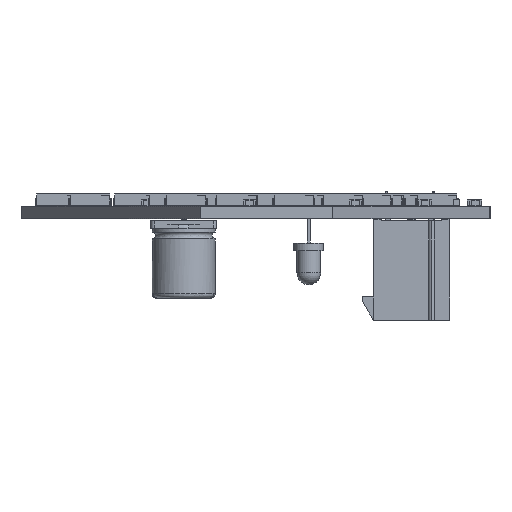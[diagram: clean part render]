
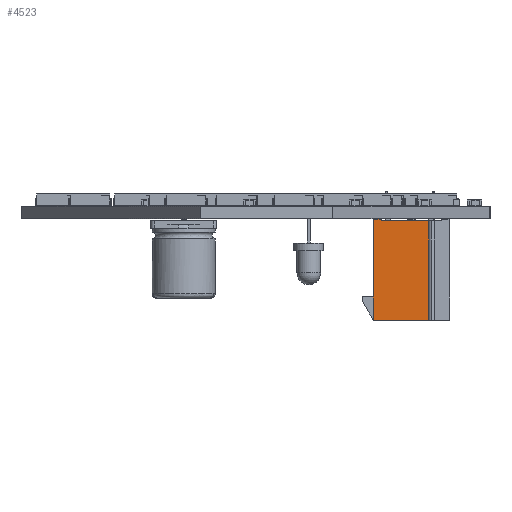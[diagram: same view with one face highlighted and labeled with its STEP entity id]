
A CAD part, front view. The second image highlights one B-rep face of the part: STEP entity #4523.
In plain terms, the highlighted face is planar.
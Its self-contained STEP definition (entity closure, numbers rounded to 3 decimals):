
#326 = VERTEX_POINT('',#327);
#327 = CARTESIAN_POINT('',(4.8,12.8,2.2));
#337 = CYLINDRICAL_SURFACE('',#338,0.4);
#338 = AXIS2_PLACEMENT_3D('',#339,#340,#341);
#339 = CARTESIAN_POINT('',(4.8,12.8,2.6));
#340 = DIRECTION('',(0.,-1.,0.));
#341 = DIRECTION('',(1.,0.,0.));
#349 = PLANE('',#350);
#350 = AXIS2_PLACEMENT_3D('',#351,#352,#353);
#351 = CARTESIAN_POINT('',(-4.8,12.8,-4.8));
#352 = DIRECTION('',(0.,1.,0.));
#353 = DIRECTION('',(1.,0.,0.));
#394 = VERTEX_POINT('',#395);
#395 = CARTESIAN_POINT('',(4.8,0.2,2.2));
#410 = PLANE('',#411);
#411 = AXIS2_PLACEMENT_3D('',#412,#413,#414);
#412 = CARTESIAN_POINT('',(-4.8,0.2,0.));
#413 = DIRECTION('',(0.,-1.,0.));
#414 = DIRECTION('',(0.,0.,-1.));
#422 = EDGE_CURVE('',#326,#394,#423,.T.);
#423 = SURFACE_CURVE('',#424,(#428,#435),.PCURVE_S1.);
#424 = LINE('',#425,#426);
#425 = CARTESIAN_POINT('',(4.8,12.8,2.2));
#426 = VECTOR('',#427,1.);
#427 = DIRECTION('',(0.,-1.,0.));
#428 = PCURVE('',#337,#429);
#429 = DEFINITIONAL_REPRESENTATION('',(#430),#434);
#430 = LINE('',#431,#432);
#431 = CARTESIAN_POINT('',(4.712,0.));
#432 = VECTOR('',#433,1.);
#433 = DIRECTION('',(0.,1.));
#434 = ( GEOMETRIC_REPRESENTATION_CONTEXT(2) 
PARAMETRIC_REPRESENTATION_CONTEXT() REPRESENTATION_CONTEXT('2D SPACE',''
  ) );
#435 = PCURVE('',#436,#441);
#436 = PLANE('',#437);
#437 = AXIS2_PLACEMENT_3D('',#438,#439,#440);
#438 = CARTESIAN_POINT('',(4.8,0.,0.));
#439 = DIRECTION('',(1.,0.,0.));
#440 = DIRECTION('',(0.,1.,0.));
#441 = DEFINITIONAL_REPRESENTATION('',(#442),#446);
#442 = LINE('',#443,#444);
#443 = CARTESIAN_POINT('',(12.8,2.2));
#444 = VECTOR('',#445,1.);
#445 = DIRECTION('',(-1.,0.));
#446 = ( GEOMETRIC_REPRESENTATION_CONTEXT(2) 
PARAMETRIC_REPRESENTATION_CONTEXT() REPRESENTATION_CONTEXT('2D SPACE',''
  ) );
#752 = PLANE('',#753);
#753 = AXIS2_PLACEMENT_3D('',#754,#755,#756);
#754 = CARTESIAN_POINT('',(-4.8,0.,-4.8));
#755 = DIRECTION('',(0.,0.,-1.));
#756 = DIRECTION('',(0.,-1.,0.));
#1050 = VERTEX_POINT('',#1051);
#1051 = CARTESIAN_POINT('',(4.8,0.2,-3.8));
#1065 = PLANE('',#1066);
#1066 = AXIS2_PLACEMENT_3D('',#1067,#1068,#1069);
#1067 = CARTESIAN_POINT('',(0.8,0.,-3.8));
#1068 = DIRECTION('',(0.,0.,-1.));
#1069 = DIRECTION('',(0.,-1.,0.));
#1077 = EDGE_CURVE('',#1050,#394,#1078,.T.);
#1078 = SURFACE_CURVE('',#1079,(#1083,#1090),.PCURVE_S1.);
#1079 = LINE('',#1080,#1081);
#1080 = CARTESIAN_POINT('',(4.8,0.2,-3.8));
#1081 = VECTOR('',#1082,1.);
#1082 = DIRECTION('',(0.,0.,1.));
#1083 = PCURVE('',#410,#1084);
#1084 = DEFINITIONAL_REPRESENTATION('',(#1085),#1089);
#1085 = LINE('',#1086,#1087);
#1086 = CARTESIAN_POINT('',(3.8,9.6));
#1087 = VECTOR('',#1088,1.);
#1088 = DIRECTION('',(-1.,0.));
#1089 = ( GEOMETRIC_REPRESENTATION_CONTEXT(2) 
PARAMETRIC_REPRESENTATION_CONTEXT() REPRESENTATION_CONTEXT('2D SPACE',''
  ) );
#1090 = PCURVE('',#436,#1091);
#1091 = DEFINITIONAL_REPRESENTATION('',(#1092),#1096);
#1092 = LINE('',#1093,#1094);
#1093 = CARTESIAN_POINT('',(0.2,-3.8));
#1094 = VECTOR('',#1095,1.);
#1095 = DIRECTION('',(0.,1.));
#1096 = ( GEOMETRIC_REPRESENTATION_CONTEXT(2) 
PARAMETRIC_REPRESENTATION_CONTEXT() REPRESENTATION_CONTEXT('2D SPACE',''
  ) );
#3006 = VERTEX_POINT('',#3007);
#3007 = CARTESIAN_POINT('',(4.8,12.8,-4.8));
#3028 = EDGE_CURVE('',#3029,#3006,#3031,.T.);
#3029 = VERTEX_POINT('',#3030);
#3030 = CARTESIAN_POINT('',(4.8,0.,-4.8));
#3031 = SURFACE_CURVE('',#3032,(#3036,#3043),.PCURVE_S1.);
#3032 = LINE('',#3033,#3034);
#3033 = CARTESIAN_POINT('',(4.8,0.,-4.8));
#3034 = VECTOR('',#3035,1.);
#3035 = DIRECTION('',(0.,1.,0.));
#3036 = PCURVE('',#752,#3037);
#3037 = DEFINITIONAL_REPRESENTATION('',(#3038),#3042);
#3038 = LINE('',#3039,#3040);
#3039 = CARTESIAN_POINT('',(0.,-9.6));
#3040 = VECTOR('',#3041,1.);
#3041 = DIRECTION('',(-1.,0.));
#3042 = ( GEOMETRIC_REPRESENTATION_CONTEXT(2) 
PARAMETRIC_REPRESENTATION_CONTEXT() REPRESENTATION_CONTEXT('2D SPACE',''
  ) );
#3043 = PCURVE('',#436,#3044);
#3044 = DEFINITIONAL_REPRESENTATION('',(#3045),#3049);
#3045 = LINE('',#3046,#3047);
#3046 = CARTESIAN_POINT('',(0.,-4.8));
#3047 = VECTOR('',#3048,1.);
#3048 = DIRECTION('',(1.,0.));
#3049 = ( GEOMETRIC_REPRESENTATION_CONTEXT(2) 
PARAMETRIC_REPRESENTATION_CONTEXT() REPRESENTATION_CONTEXT('2D SPACE',''
  ) );
#3067 = PLANE('',#3068);
#3068 = AXIS2_PLACEMENT_3D('',#3069,#3070,#3071);
#3069 = CARTESIAN_POINT('',(-4.8,0.,4.8));
#3070 = DIRECTION('',(0.,-1.,0.));
#3071 = DIRECTION('',(0.,0.,-1.));
#3886 = EDGE_CURVE('',#3887,#3029,#3889,.T.);
#3887 = VERTEX_POINT('',#3888);
#3888 = CARTESIAN_POINT('',(4.8,0.,-3.8));
#3889 = SURFACE_CURVE('',#3890,(#3894,#3901),.PCURVE_S1.);
#3890 = LINE('',#3891,#3892);
#3891 = CARTESIAN_POINT('',(4.8,0.,-3.8));
#3892 = VECTOR('',#3893,1.);
#3893 = DIRECTION('',(0.,0.,-1.));
#3894 = PCURVE('',#3067,#3895);
#3895 = DEFINITIONAL_REPRESENTATION('',(#3896),#3900);
#3896 = LINE('',#3897,#3898);
#3897 = CARTESIAN_POINT('',(8.6,9.6));
#3898 = VECTOR('',#3899,1.);
#3899 = DIRECTION('',(1.,0.));
#3900 = ( GEOMETRIC_REPRESENTATION_CONTEXT(2) 
PARAMETRIC_REPRESENTATION_CONTEXT() REPRESENTATION_CONTEXT('2D SPACE',''
  ) );
#3901 = PCURVE('',#436,#3902);
#3902 = DEFINITIONAL_REPRESENTATION('',(#3903),#3907);
#3903 = LINE('',#3904,#3905);
#3904 = CARTESIAN_POINT('',(0.,-3.8));
#3905 = VECTOR('',#3906,1.);
#3906 = DIRECTION('',(0.,-1.));
#3907 = ( GEOMETRIC_REPRESENTATION_CONTEXT(2) 
PARAMETRIC_REPRESENTATION_CONTEXT() REPRESENTATION_CONTEXT('2D SPACE',''
  ) );
#4345 = EDGE_CURVE('',#3887,#1050,#4346,.T.);
#4346 = SURFACE_CURVE('',#4347,(#4351,#4358),.PCURVE_S1.);
#4347 = LINE('',#4348,#4349);
#4348 = CARTESIAN_POINT('',(4.8,0.,-3.8));
#4349 = VECTOR('',#4350,1.);
#4350 = DIRECTION('',(0.,1.,0.));
#4351 = PCURVE('',#1065,#4352);
#4352 = DEFINITIONAL_REPRESENTATION('',(#4353),#4357);
#4353 = LINE('',#4354,#4355);
#4354 = CARTESIAN_POINT('',(0.,-4.));
#4355 = VECTOR('',#4356,1.);
#4356 = DIRECTION('',(-1.,0.));
#4357 = ( GEOMETRIC_REPRESENTATION_CONTEXT(2) 
PARAMETRIC_REPRESENTATION_CONTEXT() REPRESENTATION_CONTEXT('2D SPACE',''
  ) );
#4358 = PCURVE('',#436,#4359);
#4359 = DEFINITIONAL_REPRESENTATION('',(#4360),#4364);
#4360 = LINE('',#4361,#4362);
#4361 = CARTESIAN_POINT('',(0.,-3.8));
#4362 = VECTOR('',#4363,1.);
#4363 = DIRECTION('',(1.,0.));
#4364 = ( GEOMETRIC_REPRESENTATION_CONTEXT(2) 
PARAMETRIC_REPRESENTATION_CONTEXT() REPRESENTATION_CONTEXT('2D SPACE',''
  ) );
#4523 = ADVANCED_FACE('',(#4524),#436,.T.);
#4524 = FACE_BOUND('',#4525,.T.);
#4525 = EDGE_LOOP('',(#4526,#4527,#4528,#4529,#4530,#4551));
#4526 = ORIENTED_EDGE('',*,*,#1077,.F.);
#4527 = ORIENTED_EDGE('',*,*,#4345,.F.);
#4528 = ORIENTED_EDGE('',*,*,#3886,.T.);
#4529 = ORIENTED_EDGE('',*,*,#3028,.T.);
#4530 = ORIENTED_EDGE('',*,*,#4531,.T.);
#4531 = EDGE_CURVE('',#3006,#326,#4532,.T.);
#4532 = SURFACE_CURVE('',#4533,(#4537,#4544),.PCURVE_S1.);
#4533 = LINE('',#4534,#4535);
#4534 = CARTESIAN_POINT('',(4.8,12.8,-4.8));
#4535 = VECTOR('',#4536,1.);
#4536 = DIRECTION('',(0.,0.,1.));
#4537 = PCURVE('',#436,#4538);
#4538 = DEFINITIONAL_REPRESENTATION('',(#4539),#4543);
#4539 = LINE('',#4540,#4541);
#4540 = CARTESIAN_POINT('',(12.8,-4.8));
#4541 = VECTOR('',#4542,1.);
#4542 = DIRECTION('',(0.,1.));
#4543 = ( GEOMETRIC_REPRESENTATION_CONTEXT(2) 
PARAMETRIC_REPRESENTATION_CONTEXT() REPRESENTATION_CONTEXT('2D SPACE',''
  ) );
#4544 = PCURVE('',#349,#4545);
#4545 = DEFINITIONAL_REPRESENTATION('',(#4546),#4550);
#4546 = LINE('',#4547,#4548);
#4547 = CARTESIAN_POINT('',(9.6,0.));
#4548 = VECTOR('',#4549,1.);
#4549 = DIRECTION('',(0.,-1.));
#4550 = ( GEOMETRIC_REPRESENTATION_CONTEXT(2) 
PARAMETRIC_REPRESENTATION_CONTEXT() REPRESENTATION_CONTEXT('2D SPACE',''
  ) );
#4551 = ORIENTED_EDGE('',*,*,#422,.T.);
